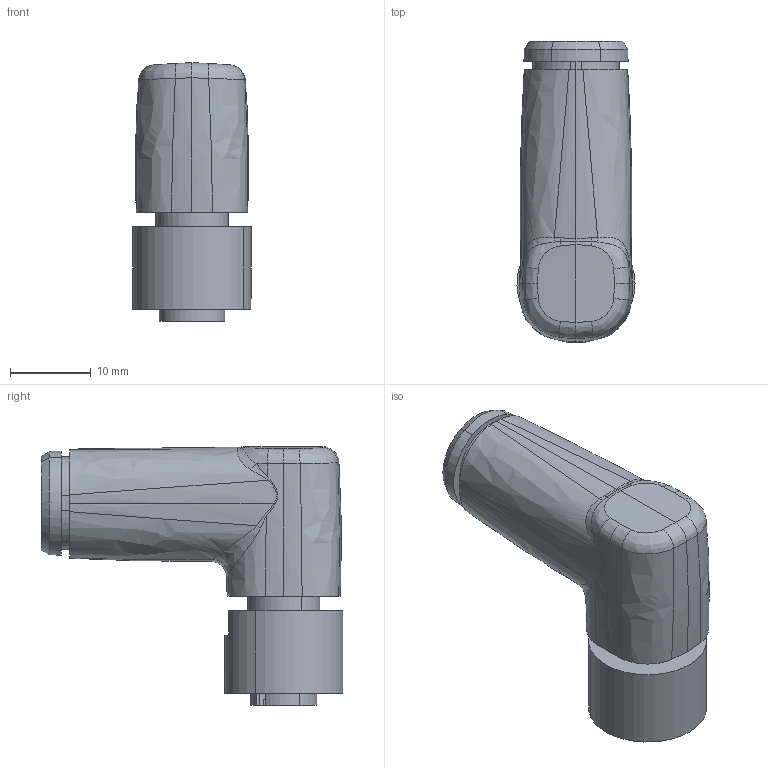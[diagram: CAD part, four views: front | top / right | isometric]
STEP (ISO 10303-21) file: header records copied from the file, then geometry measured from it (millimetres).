
FILE_DESCRIPTION(('Open CASCADE Model'),'2;1');
FILE_NAME ('2189169-4_0', '2026-02-02T07:47:57', ('Author'), ('Weidmueller'), 'Open CASCADE STEP processor 7.7', 'Open CASCADE 7.7', 'none');
FILE_SCHEMA(('AUTOMOTIVE_DESIGN { 1 0 10303 214 1 1 1 1 }'));
Length unit declared in the file: millimetre
Products named in the file (1): 3160920000
Bounding box: 14.6 x 37.3 x 32 mm (x, y, z)
Volume: 8115 mm3; surface area: 4017.1 mm2
Topology: 1 solids, 1 shells, 374 faces, 884 edges, 533 vertices
Faces by surface type: bspline 120, plane 94, cylinder 91, cone 44, torus 20, revolution 5
Entity records: 24180 total; most frequent: CARTESIAN_POINT 11943, ORIENTED_EDGE 1768, DIRECTION 1337, EDGE_CURVE 884, VERTEX_POINT 533, AXIS2_PLACEMENT_3D 517, PRESENTATION_STYLE_ASSIGNMENT 494, SURFACE_STYLE_USAGE 494
